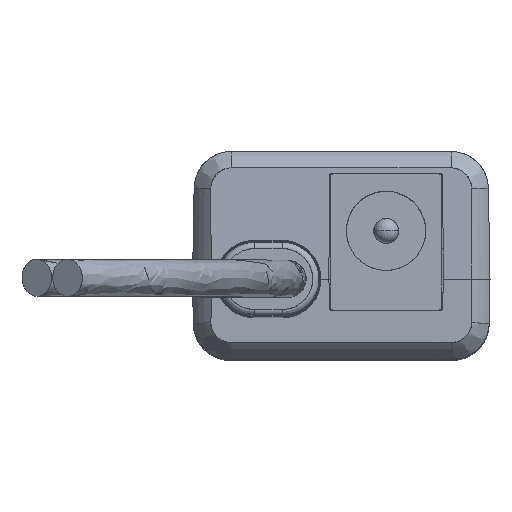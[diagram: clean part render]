
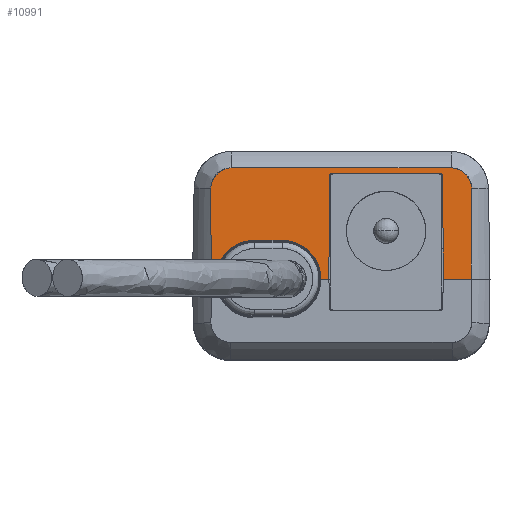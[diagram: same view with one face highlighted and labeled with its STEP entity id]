
A CAD part, top view. The second image highlights one B-rep face of the part: STEP entity #10991.
In plain terms, the highlighted face is planar.
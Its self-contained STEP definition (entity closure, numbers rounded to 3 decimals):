
#1494=B_SPLINE_CURVE_WITH_KNOTS('',3,(#46355,#46356,#46357,#46358),
 .UNSPECIFIED.,.F.,.F.,(4,4),(0.,1.),.UNSPECIFIED.);
#1495=B_SPLINE_CURVE_WITH_KNOTS('',3,(#46360,#46361,#46362,#46363),
 .UNSPECIFIED.,.F.,.F.,(4,4),(0.,1.),.UNSPECIFIED.);
#1496=B_SPLINE_CURVE_WITH_KNOTS('',3,(#46367,#46368,#46369,#46370),
 .UNSPECIFIED.,.F.,.F.,(4,4),(0.,1.),.UNSPECIFIED.);
#1497=B_SPLINE_CURVE_WITH_KNOTS('',3,(#46372,#46373,#46374,#46375),
 .UNSPECIFIED.,.F.,.F.,(4,4),(0.,1.),.UNSPECIFIED.);
#1498=B_SPLINE_CURVE_WITH_KNOTS('',3,(#46379,#46380,#46381,#46382),
 .UNSPECIFIED.,.F.,.F.,(4,4),(0.,1.),.UNSPECIFIED.);
#1499=B_SPLINE_CURVE_WITH_KNOTS('',3,(#46384,#46385,#46386,#46387),
 .UNSPECIFIED.,.F.,.F.,(4,4),(0.,1.),.UNSPECIFIED.);
#1500=B_SPLINE_CURVE_WITH_KNOTS('',3,(#46391,#46392,#46393,#46394,#46395,
#46396),.UNSPECIFIED.,.F.,.F.,(4,2,4),(0.,0.5,1.),.UNSPECIFIED.);
#1501=B_SPLINE_CURVE_WITH_KNOTS('',3,(#46400,#46401,#46402,#46403,#46404,
#46405),.UNSPECIFIED.,.F.,.F.,(4,2,4),(0.,0.5,1.),.UNSPECIFIED.);
#1502=B_SPLINE_CURVE_WITH_KNOTS('',3,(#46409,#46410,#46411,#46412),
 .UNSPECIFIED.,.F.,.F.,(4,4),(0.,1.),.UNSPECIFIED.);
#1503=B_SPLINE_CURVE_WITH_KNOTS('',3,(#46414,#46415,#46416,#46417),
 .UNSPECIFIED.,.F.,.F.,(4,4),(0.,1.),.UNSPECIFIED.);
#2509=PLANE('',#32121);
#10991=ADVANCED_FACE('',(#12103),#2509,.T.);
#12103=FACE_OUTER_BOUND('',#12998,.T.);
#12998=EDGE_LOOP('',(#19824,#19825,#19826,#19827,#19828,#19829,#19830,#19831,
#19832,#19833,#19834,#19835,#19836,#19837,#19838,#19839));
#14519=LINE('',#46352,#16587);
#14520=LINE('',#46365,#16588);
#14521=LINE('',#46377,#16589);
#14522=LINE('',#46389,#16590);
#14523=LINE('',#46398,#16591);
#14524=LINE('',#46407,#16592);
#16587=VECTOR('',#35149,1.);
#16588=VECTOR('',#35150,1.);
#16589=VECTOR('',#35151,1.);
#16590=VECTOR('',#35152,1.);
#16591=VECTOR('',#35153,1.);
#16592=VECTOR('',#35154,1.);
#19824=ORIENTED_EDGE('',*,*,#28692,.T.);
#19825=ORIENTED_EDGE('',*,*,#28693,.T.);
#19826=ORIENTED_EDGE('',*,*,#28694,.T.);
#19827=ORIENTED_EDGE('',*,*,#28695,.T.);
#19828=ORIENTED_EDGE('',*,*,#28696,.T.);
#19829=ORIENTED_EDGE('',*,*,#28697,.T.);
#19830=ORIENTED_EDGE('',*,*,#28698,.T.);
#19831=ORIENTED_EDGE('',*,*,#28699,.T.);
#19832=ORIENTED_EDGE('',*,*,#28700,.T.);
#19833=ORIENTED_EDGE('',*,*,#28701,.T.);
#19834=ORIENTED_EDGE('',*,*,#28702,.T.);
#19835=ORIENTED_EDGE('',*,*,#28703,.T.);
#19836=ORIENTED_EDGE('',*,*,#28704,.T.);
#19837=ORIENTED_EDGE('',*,*,#28705,.T.);
#19838=ORIENTED_EDGE('',*,*,#28706,.T.);
#19839=ORIENTED_EDGE('',*,*,#28707,.T.);
#24258=VERTEX_POINT('',#46353);
#24259=VERTEX_POINT('',#46354);
#24260=VERTEX_POINT('',#46359);
#24261=VERTEX_POINT('',#46364);
#24262=VERTEX_POINT('',#46366);
#24263=VERTEX_POINT('',#46371);
#24264=VERTEX_POINT('',#46376);
#24265=VERTEX_POINT('',#46378);
#24266=VERTEX_POINT('',#46383);
#24267=VERTEX_POINT('',#46388);
#24268=VERTEX_POINT('',#46390);
#24269=VERTEX_POINT('',#46397);
#24270=VERTEX_POINT('',#46399);
#24271=VERTEX_POINT('',#46406);
#24272=VERTEX_POINT('',#46408);
#24273=VERTEX_POINT('',#46413);
#28692=EDGE_CURVE('',#24258,#24259,#14519,.T.);
#28693=EDGE_CURVE('',#24259,#24260,#1494,.T.);
#28694=EDGE_CURVE('',#24260,#24261,#1495,.T.);
#28695=EDGE_CURVE('',#24261,#24262,#14520,.T.);
#28696=EDGE_CURVE('',#24262,#24263,#1496,.T.);
#28697=EDGE_CURVE('',#24263,#24264,#1497,.T.);
#28698=EDGE_CURVE('',#24264,#24265,#14521,.T.);
#28699=EDGE_CURVE('',#24265,#24266,#1498,.T.);
#28700=EDGE_CURVE('',#24266,#24267,#1499,.T.);
#28701=EDGE_CURVE('',#24267,#24268,#14522,.T.);
#28702=EDGE_CURVE('',#24268,#24269,#1500,.T.);
#28703=EDGE_CURVE('',#24269,#24270,#14523,.T.);
#28704=EDGE_CURVE('',#24270,#24271,#1501,.T.);
#28705=EDGE_CURVE('',#24271,#24272,#14524,.T.);
#28706=EDGE_CURVE('',#24272,#24273,#1502,.T.);
#28707=EDGE_CURVE('',#24273,#24258,#1503,.T.);
#32121=AXIS2_PLACEMENT_3D('',#46418,#35155,#35156);
#35149=DIRECTION('',(0.,1.,0.));
#35150=DIRECTION('',(0.,1.,0.));
#35151=DIRECTION('',(0.,-1.,0.));
#35152=DIRECTION('',(0.,1.,0.));
#35153=DIRECTION('',(0.,1.,0.));
#35154=DIRECTION('',(0.,1.,0.));
#35155=DIRECTION('',(1.,0.,0.017));
#35156=DIRECTION('',(0.017,0.,-1.));
#46352=CARTESIAN_POINT('',(19.101,0.,8.55));
#46353=CARTESIAN_POINT('',(19.101,-0.732,8.55));
#46354=CARTESIAN_POINT('',(19.101,7.971,8.55));
#46355=CARTESIAN_POINT('',(19.101,7.971,8.55));
#46356=CARTESIAN_POINT('',(19.101,8.066,8.55));
#46357=CARTESIAN_POINT('',(19.102,8.17,8.466));
#46358=CARTESIAN_POINT('',(19.104,8.171,8.352));
#46359=CARTESIAN_POINT('',(19.104,8.171,8.352));
#46360=CARTESIAN_POINT('',(19.104,8.171,8.352));
#46361=CARTESIAN_POINT('',(19.153,8.196,5.568));
#46362=CARTESIAN_POINT('',(19.201,8.22,2.784));
#46363=CARTESIAN_POINT('',(19.25,8.244,0.));
#46364=CARTESIAN_POINT('',(19.25,8.244,0.));
#46365=CARTESIAN_POINT('',(19.25,0.,0.));
#46366=CARTESIAN_POINT('',(19.25,10.5,0.));
#46367=CARTESIAN_POINT('',(19.25,10.5,0.));
#46368=CARTESIAN_POINT('',(19.208,10.507,2.403));
#46369=CARTESIAN_POINT('',(19.165,10.513,4.846));
#46370=CARTESIAN_POINT('',(19.122,10.518,7.329));
#46371=CARTESIAN_POINT('',(19.122,10.518,7.329));
#46372=CARTESIAN_POINT('',(19.122,10.518,7.329));
#46373=CARTESIAN_POINT('',(19.107,10.52,8.192));
#46374=CARTESIAN_POINT('',(19.093,9.742,8.978));
#46375=CARTESIAN_POINT('',(19.093,8.872,8.978));
#46376=CARTESIAN_POINT('',(19.093,8.872,8.978));
#46377=CARTESIAN_POINT('',(19.093,0.,8.978));
#46378=CARTESIAN_POINT('',(19.093,-8.872,8.978));
#46379=CARTESIAN_POINT('',(19.093,-8.872,8.978));
#46380=CARTESIAN_POINT('',(19.093,-9.735,8.978));
#46381=CARTESIAN_POINT('',(19.107,-10.52,8.199));
#46382=CARTESIAN_POINT('',(19.122,-10.518,7.329));
#46383=CARTESIAN_POINT('',(19.122,-10.518,7.329));
#46384=CARTESIAN_POINT('',(19.122,-10.518,7.329));
#46385=CARTESIAN_POINT('',(19.165,-10.513,4.846));
#46386=CARTESIAN_POINT('',(19.208,-10.507,2.403));
#46387=CARTESIAN_POINT('',(19.25,-10.5,0.));
#46388=CARTESIAN_POINT('',(19.25,-10.5,0.));
#46389=CARTESIAN_POINT('',(19.25,0.,0.));
#46390=CARTESIAN_POINT('',(19.25,-9.381,0.));
#46391=CARTESIAN_POINT('',(19.25,-9.381,0.));
#46392=CARTESIAN_POINT('',(19.239,-9.381,0.622));
#46393=CARTESIAN_POINT('',(19.228,-9.125,1.239));
#46394=CARTESIAN_POINT('',(19.213,-8.245,2.12));
#46395=CARTESIAN_POINT('',(19.209,-7.631,2.375));
#46396=CARTESIAN_POINT('',(19.209,-7.006,2.375));
#46397=CARTESIAN_POINT('',(19.209,-7.006,2.375));
#46398=CARTESIAN_POINT('',(19.209,0.,2.375));
#46399=CARTESIAN_POINT('',(19.209,-4.756,2.375));
#46400=CARTESIAN_POINT('',(19.209,-4.756,2.375));
#46401=CARTESIAN_POINT('',(19.209,-4.133,2.375));
#46402=CARTESIAN_POINT('',(19.213,-3.516,2.119));
#46403=CARTESIAN_POINT('',(19.228,-2.636,1.239));
#46404=CARTESIAN_POINT('',(19.239,-2.381,0.625));
#46405=CARTESIAN_POINT('',(19.25,-2.381,0.));
#46406=CARTESIAN_POINT('',(19.25,-2.381,0.));
#46407=CARTESIAN_POINT('',(19.25,0.,0.));
#46408=CARTESIAN_POINT('',(19.25,-1.005,0.));
#46409=CARTESIAN_POINT('',(19.25,-1.005,0.));
#46410=CARTESIAN_POINT('',(19.201,-0.98,2.784));
#46411=CARTESIAN_POINT('',(19.153,-0.956,5.568));
#46412=CARTESIAN_POINT('',(19.104,-0.932,8.352));
#46413=CARTESIAN_POINT('',(19.104,-0.932,8.352));
#46414=CARTESIAN_POINT('',(19.104,-0.932,8.352));
#46415=CARTESIAN_POINT('',(19.103,-0.931,8.447));
#46416=CARTESIAN_POINT('',(19.101,-0.846,8.55));
#46417=CARTESIAN_POINT('',(19.101,-0.732,8.55));
#46418=CARTESIAN_POINT('',(19.093,-10.644,8.978));
